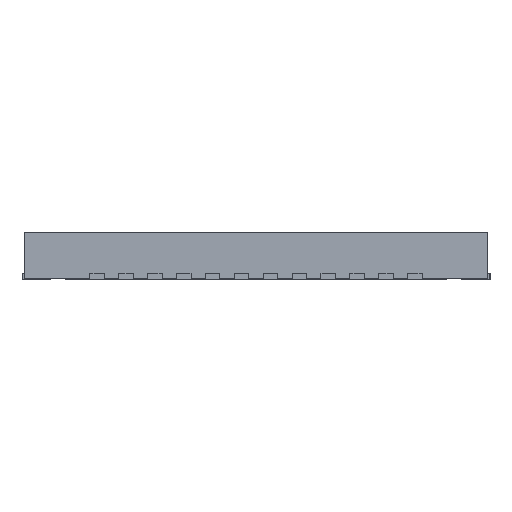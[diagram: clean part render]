
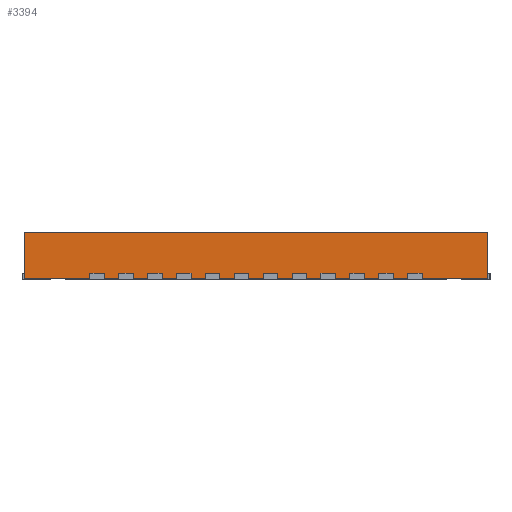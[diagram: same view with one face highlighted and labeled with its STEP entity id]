
A CAD part, left-side view. The second image highlights one B-rep face of the part: STEP entity #3394.
In plain terms, the highlighted planar face has unit normal (-1, 0, 0).
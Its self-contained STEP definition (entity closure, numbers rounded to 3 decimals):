
#129 = VECTOR ( 'NONE', #1255, 1000. ) ;
#565 = EDGE_CURVE ( 'NONE', #5588, #13997, #10680, .T. ) ;
#1049 = VERTEX_POINT ( 'NONE', #1666 ) ;
#1214 = DIRECTION ( 'NONE',  ( 1., 0., 0. ) ) ;
#1255 = DIRECTION ( 'NONE',  ( 0., -1., 0. ) ) ;
#1666 = CARTESIAN_POINT ( 'NONE',  ( -4., 4., 0.8 ) ) ;
#1955 = CARTESIAN_POINT ( 'NONE',  ( -4., 4., 0.8 ) ) ;
#2467 = ORIENTED_EDGE ( 'NONE', *, *, #18532, .F. ) ;
#3394 = ADVANCED_FACE ( 'NONE', ( #17640 ), #15977, .F. ) ;
#4628 = DIRECTION ( 'NONE',  ( 0., 0., -1. ) ) ;
#4758 = LINE ( 'NONE', #18052, #129 ) ;
#5230 = VECTOR ( 'NONE', #20716, 1000. ) ;
#5588 = VERTEX_POINT ( 'NONE', #6764 ) ;
#6595 = LINE ( 'NONE', #1955, #7990 ) ;
#6764 = CARTESIAN_POINT ( 'NONE',  ( -4., -4., 0.8 ) ) ;
#7153 = VERTEX_POINT ( 'NONE', #18023 ) ;
#7778 = ORIENTED_EDGE ( 'NONE', *, *, #17113, .T. ) ;
#7967 = CARTESIAN_POINT ( 'NONE',  ( -4., -4., 0.8 ) ) ;
#7990 = VECTOR ( 'NONE', #11061, 1000. ) ;
#9126 = EDGE_CURVE ( 'NONE', #7153, #13997, #4758, .T. ) ;
#10680 = LINE ( 'NONE', #7967, #5230 ) ;
#11061 = DIRECTION ( 'NONE',  ( 0., 0., -1. ) ) ;
#13997 = VERTEX_POINT ( 'NONE', #18791 ) ;
#15744 = AXIS2_PLACEMENT_3D ( 'NONE', #23071, #1214, #4628 ) ;
#15977 = PLANE ( 'NONE',  #15744 ) ;
#16168 = LINE ( 'NONE', #23489, #19374 ) ;
#16236 = DIRECTION ( 'NONE',  ( 0., -1., 0. ) ) ;
#17113 = EDGE_CURVE ( 'NONE', #1049, #7153, #6595, .T. ) ;
#17640 = FACE_OUTER_BOUND ( 'NONE', #19821, .T. ) ;
#18023 = CARTESIAN_POINT ( 'NONE',  ( -4., 4., 0. ) ) ;
#18052 = CARTESIAN_POINT ( 'NONE',  ( -4., 4., 0. ) ) ;
#18498 = ORIENTED_EDGE ( 'NONE', *, *, #565, .F. ) ;
#18532 = EDGE_CURVE ( 'NONE', #1049, #5588, #16168, .T. ) ;
#18791 = CARTESIAN_POINT ( 'NONE',  ( -4., -4., 0. ) ) ;
#19374 = VECTOR ( 'NONE', #16236, 1000. ) ;
#19821 = EDGE_LOOP ( 'NONE', ( #22289, #18498, #2467, #7778 ) ) ;
#20716 = DIRECTION ( 'NONE',  ( 0., 0., -1. ) ) ;
#22289 = ORIENTED_EDGE ( 'NONE', *, *, #9126, .T. ) ;
#23071 = CARTESIAN_POINT ( 'NONE',  ( -4., 4., 0.8 ) ) ;
#23489 = CARTESIAN_POINT ( 'NONE',  ( -4., 4., 0.8 ) ) ;
